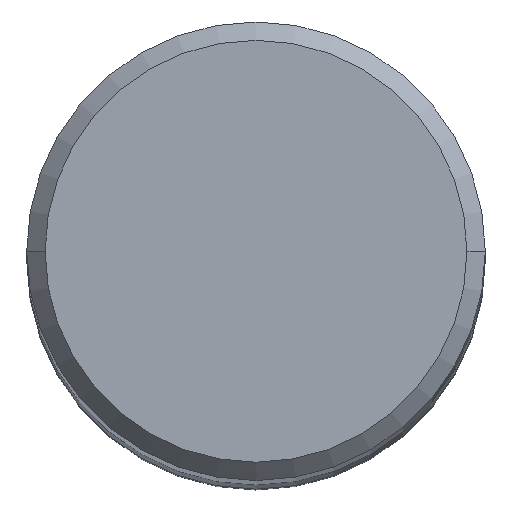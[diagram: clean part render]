
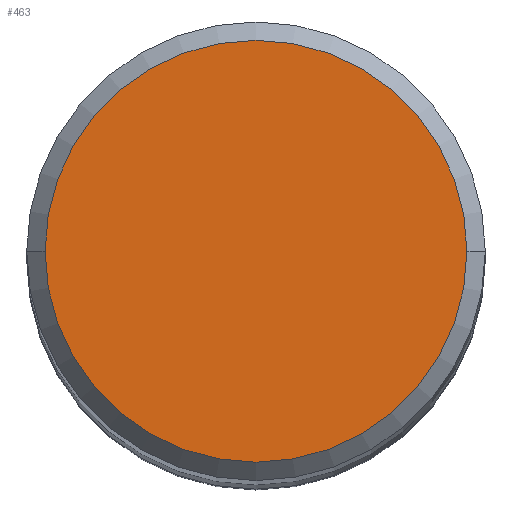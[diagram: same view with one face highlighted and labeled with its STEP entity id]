
A CAD part, top view. The second image highlights one B-rep face of the part: STEP entity #463.
In plain terms, the highlighted planar face has unit normal (0, 0, 1).
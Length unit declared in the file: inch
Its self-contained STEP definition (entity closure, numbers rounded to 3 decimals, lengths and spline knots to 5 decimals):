
#33 = DIRECTION ( 'NONE',  ( 1., 0., 0. ) ) ;
#60 = VERTEX_POINT ( 'NONE', #694 ) ;
#81 = DIRECTION ( 'NONE',  ( 0., 0., 1. ) ) ;
#117 = AXIS2_PLACEMENT_3D ( 'NONE', #590, #417, #663 ) ;
#148 = CIRCLE ( 'NONE', #524, 0.23 ) ;
#155 = CARTESIAN_POINT ( 'NONE',  ( 0., 0., 0. ) ) ;
#156 = EDGE_CURVE ( 'NONE', #324, #60, #480, .T. ) ;
#169 = PLANE ( 'NONE',  #117 ) ;
#197 = ORIENTED_EDGE ( 'NONE', *, *, #405, .T. ) ;
#206 = EDGE_LOOP ( 'NONE', ( #197, #698 ) ) ;
#324 = VERTEX_POINT ( 'NONE', #715 ) ;
#405 = EDGE_CURVE ( 'NONE', #60, #324, #148, .T. ) ;
#417 = DIRECTION ( 'NONE',  ( 0., 0., -1. ) ) ;
#463 = ADVANCED_FACE ( 'NONE', ( #785 ), #169, .F. ) ;
#480 = CIRCLE ( 'NONE', #554, 0.23 ) ;
#524 = AXIS2_PLACEMENT_3D ( 'NONE', #790, #659, #33 ) ;
#554 = AXIS2_PLACEMENT_3D ( 'NONE', #155, #81, #771 ) ;
#590 = CARTESIAN_POINT ( 'NONE',  ( 0., 0.23, 0. ) ) ;
#659 = DIRECTION ( 'NONE',  ( 0., 0., 1. ) ) ;
#663 = DIRECTION ( 'NONE',  ( -1., 0., 0. ) ) ;
#694 = CARTESIAN_POINT ( 'NONE',  ( -0.23, 0., 0. ) ) ;
#698 = ORIENTED_EDGE ( 'NONE', *, *, #156, .T. ) ;
#715 = CARTESIAN_POINT ( 'NONE',  ( 0.23, 0., 0. ) ) ;
#771 = DIRECTION ( 'NONE',  ( 1., 0., 0. ) ) ;
#785 = FACE_OUTER_BOUND ( 'NONE', #206, .T. ) ;
#790 = CARTESIAN_POINT ( 'NONE',  ( 0., 0., 0. ) ) ;
